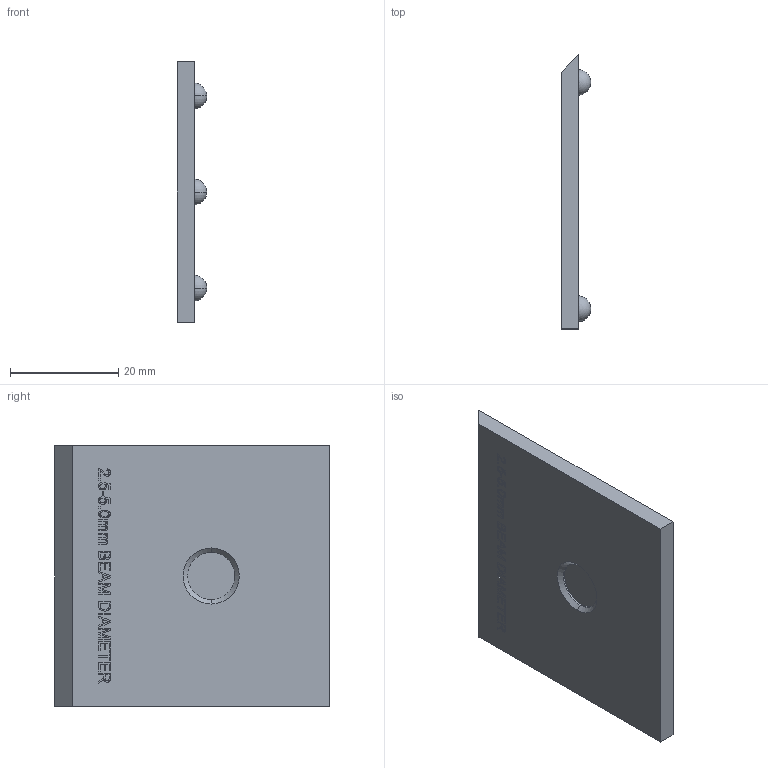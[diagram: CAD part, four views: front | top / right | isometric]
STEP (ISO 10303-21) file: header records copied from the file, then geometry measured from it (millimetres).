
FILE_DESCRIPTION (( 'STEP AP203' ), '1' );
FILE_NAME ('16655-E0W.STEP', '2019-01-21T21:23:57', ( '' ), ( '' ), 'SwSTEP 2.0', 'SolidWorks 2018', '' );
FILE_SCHEMA (( 'CONFIG_CONTROL_DESIGN' ));
Length unit declared in the file: inch
Products named in the file (1): 16655-E0W
Bounding box: 5.47 x 50.8 x 48.26 mm (x, y, z)
Volume: 7399.9 mm3; surface area: 6072 mm2
Topology: 5 solids, 5 shells, 336 faces, 883 edges, 584 vertices
Faces by surface type: plane 216, bspline 87, cone 14, cylinder 13, sphere 6
Entity records: 14504 total; most frequent: CARTESIAN_POINT 6751, ORIENTED_EDGE 1742, DIRECTION 1241, EDGE_CURVE 871, LINE 651, VECTOR 651, VERTEX_POINT 578, EDGE_LOOP 371
